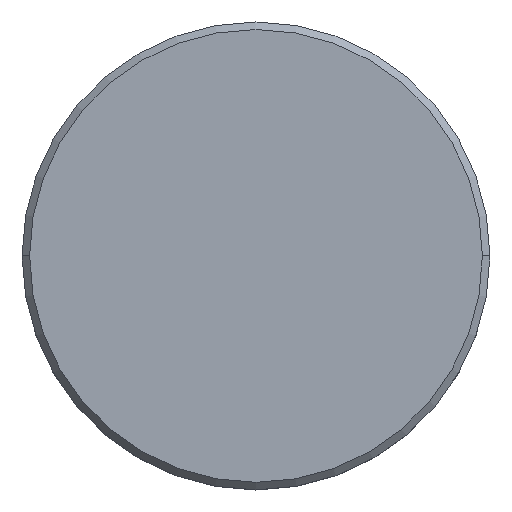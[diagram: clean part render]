
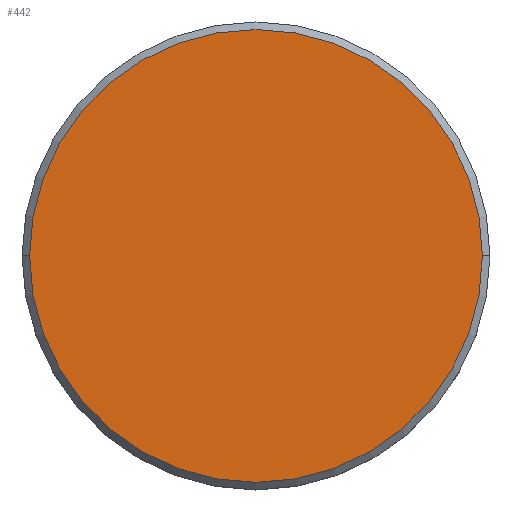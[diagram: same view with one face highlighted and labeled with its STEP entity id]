
A CAD part, top view. The second image highlights one B-rep face of the part: STEP entity #442.
In plain terms, the highlighted planar face has unit normal (0, 0, 1).
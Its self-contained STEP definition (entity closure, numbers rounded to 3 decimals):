
#2 = CARTESIAN_POINT ( 'NONE',  ( 0., 0., 0. ) ) ;
#86 = CIRCLE ( 'NONE', #639, 15. ) ;
#88 = DIRECTION ( 'NONE',  ( 0., 0., 1. ) ) ;
#111 = AXIS2_PLACEMENT_3D ( 'NONE', #521, #88, #887 ) ;
#143 = DIRECTION ( 'NONE',  ( 1., 0., 0. ) ) ;
#242 = EDGE_CURVE ( 'NONE', #698, #744, #86, .T. ) ;
#244 = DIRECTION ( 'NONE',  ( 0., 0., 1. ) ) ;
#279 = EDGE_LOOP ( 'NONE', ( #1033, #632 ) ) ;
#309 = DIRECTION ( 'NONE',  ( 1., 0., 0. ) ) ;
#442 = ADVANCED_FACE ( 'NONE', ( #483 ), #839, .T. ) ;
#483 = FACE_OUTER_BOUND ( 'NONE', #279, .T. ) ;
#521 = CARTESIAN_POINT ( 'NONE',  ( 0., 0., 0. ) ) ;
#606 = EDGE_CURVE ( 'NONE', #744, #698, #751, .T. ) ;
#632 = ORIENTED_EDGE ( 'NONE', *, *, #606, .T. ) ;
#639 = AXIS2_PLACEMENT_3D ( 'NONE', #1054, #244, #143 ) ;
#691 = CARTESIAN_POINT ( 'NONE',  ( -15., 0., 0. ) ) ;
#698 = VERTEX_POINT ( 'NONE', #691 ) ;
#744 = VERTEX_POINT ( 'NONE', #881 ) ;
#751 = CIRCLE ( 'NONE', #111, 15. ) ;
#763 = DIRECTION ( 'NONE',  ( 0., 0., 1. ) ) ;
#839 = PLANE ( 'NONE',  #845 ) ;
#845 = AXIS2_PLACEMENT_3D ( 'NONE', #2, #763, #309 ) ;
#881 = CARTESIAN_POINT ( 'NONE',  ( 15., 0., 0. ) ) ;
#887 = DIRECTION ( 'NONE',  ( 1., 0., 0. ) ) ;
#1033 = ORIENTED_EDGE ( 'NONE', *, *, #242, .T. ) ;
#1054 = CARTESIAN_POINT ( 'NONE',  ( 0., 0., 0. ) ) ;
